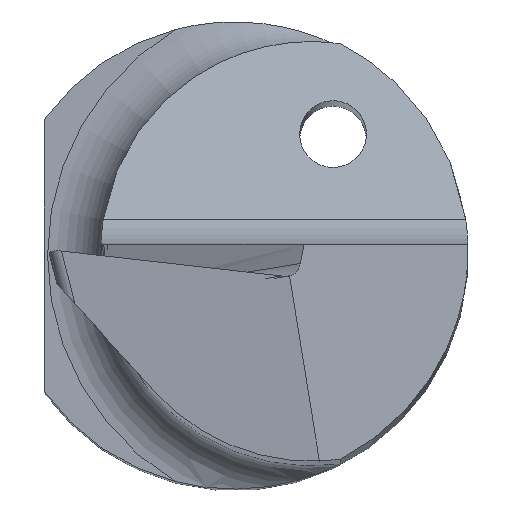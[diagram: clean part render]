
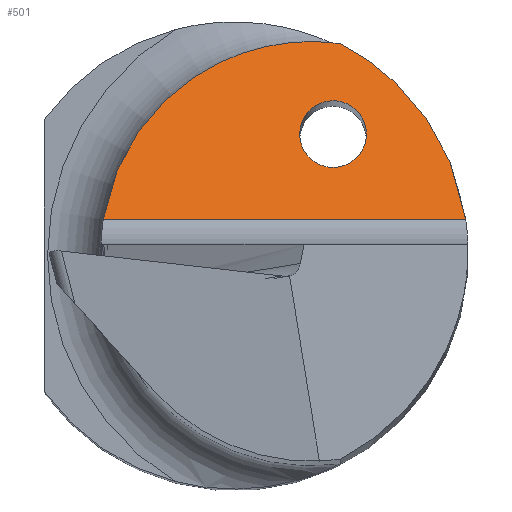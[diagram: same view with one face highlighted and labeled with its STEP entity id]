
A CAD part, top view. The second image highlights one B-rep face of the part: STEP entity #501.
In plain terms, the highlighted planar face has unit normal (0, 0.766, 0.643).
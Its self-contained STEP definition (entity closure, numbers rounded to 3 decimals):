
#19 = EDGE_CURVE ( 'NONE', #282, #282, #787, .T. ) ;
#30 = CARTESIAN_POINT ( 'NONE',  ( 1.478, 1.262, 48.213 ) ) ;
#65 = DIRECTION ( 'NONE',  ( 0., -0.766, -0.643 ) ) ;
#78 = EDGE_CURVE ( 'NONE', #463, #232, #577, .T. ) ;
#101 = DIRECTION ( 'NONE',  ( -1., 0., 0. ) ) ;
#103 = EDGE_LOOP ( 'NONE', ( #169 ) ) ;
#106 = EDGE_CURVE ( 'NONE', #463, #439, #523, .T. ) ;
#169 = ORIENTED_EDGE ( 'NONE', *, *, #19, .T. ) ;
#177 = ORIENTED_EDGE ( 'NONE', *, *, #188, .F. ) ;
#188 = EDGE_CURVE ( 'NONE', #232, #439, #738, .T. ) ;
#189 = VECTOR ( 'NONE', #101, 1000. ) ;
#192 = CARTESIAN_POINT ( 'NONE',  ( 1.587, 3.12, 45.999 ) ) ;
#196 = CARTESIAN_POINT ( 'NONE',  ( -1.689, 2.281, 46.998 ) ) ;
#209 = PLANE ( 'NONE',  #354 ) ;
#217 = CARTESIAN_POINT ( 'NONE',  ( 2.631, 2.589, 46.632 ) ) ;
#232 = VERTEX_POINT ( 'NONE', #791 ) ;
#234 = CARTESIAN_POINT ( 'NONE',  ( 0.478, 1.262, 48.213 ) ) ;
#238 = CARTESIAN_POINT ( 'NONE',  ( 1.478, 2.262, 47.021 ) ) ;
#282 = VERTEX_POINT ( 'NONE', #624 ) ;
#293 = CARTESIAN_POINT ( 'NONE',  ( 1.587, 3.12, 45.999 ) ) ;
#316 = EDGE_LOOP ( 'NONE', ( #654, #648, #177 ) ) ;
#354 = AXIS2_PLACEMENT_3D ( 'NONE', #682, #65, #814 ) ;
#376 = CARTESIAN_POINT ( 'NONE',  ( 2.478, 2.262, 47.021 ) ) ;
#408 = CARTESIAN_POINT ( 'NONE',  ( -0.223, 3.373, 45.697 ) ) ;
#426 = CARTESIAN_POINT ( 'NONE',  ( 3.468, 0.474, 49.152 ) ) ;
#439 = VERTEX_POINT ( 'NONE', #192 ) ;
#463 = VERTEX_POINT ( 'NONE', #482 ) ;
#482 = CARTESIAN_POINT ( 'NONE',  ( 3.468, 0.474, 49.152 ) ) ;
#501 = ADVANCED_FACE ( 'NONE', ( #555, #810 ), #209, .F. ) ;
#504 = CARTESIAN_POINT ( 'NONE',  ( 0.478, 2.262, 47.021 ) ) ;
#518 = CARTESIAN_POINT ( 'NONE',  ( 2.478, 1.262, 48.213 ) ) ;
#523 =( BOUNDED_CURVE ( )  B_SPLINE_CURVE ( 3, ( #426, #628, #217, #293 ),
 .UNSPECIFIED., .F., .T. ) 
 B_SPLINE_CURVE_WITH_KNOTS ( ( 4, 4 ),
 ( 4.848, 5.813 ),
 .UNSPECIFIED. ) 
 CURVE ( )  GEOMETRIC_REPRESENTATION_ITEM ( )  RATIONAL_B_SPLINE_CURVE ( ( 1., 0.924, 0.924, 1. ) ) 
 REPRESENTATION_ITEM ( '' )  );
#555 = FACE_BOUND ( 'NONE', #103, .T. ) ;
#577 = LINE ( 'NONE', #710, #189 ) ;
#603 = CARTESIAN_POINT ( 'NONE',  ( 1.587, 3.12, 45.999 ) ) ;
#610 = CARTESIAN_POINT ( 'NONE',  ( -1.964, 0.474, 49.152 ) ) ;
#624 = CARTESIAN_POINT ( 'NONE',  ( 1.478, 2.262, 47.021 ) ) ;
#628 = CARTESIAN_POINT ( 'NONE',  ( 3.309, 1.634, 47.769 ) ) ;
#648 = ORIENTED_EDGE ( 'NONE', *, *, #106, .T. ) ;
#654 = ORIENTED_EDGE ( 'NONE', *, *, #78, .F. ) ;
#682 = CARTESIAN_POINT ( 'NONE',  ( 3.5, 0.474, 49.152 ) ) ;
#710 = CARTESIAN_POINT ( 'NONE',  ( 3.5, 0.474, 49.152 ) ) ;
#738 =( BOUNDED_CURVE ( )  B_SPLINE_CURVE ( 3, ( #610, #196, #408, #603 ),
 .UNSPECIFIED., .F., .F. ) 
 B_SPLINE_CURVE_WITH_KNOTS ( ( 4, 4 ),
 ( 4.864, 6.422 ),
 .UNSPECIFIED. ) 
 CURVE ( )  GEOMETRIC_REPRESENTATION_ITEM ( )  RATIONAL_B_SPLINE_CURVE ( ( 1., 0.808, 0.808, 1. ) ) 
 REPRESENTATION_ITEM ( '' )  );
#768 = CARTESIAN_POINT ( 'NONE',  ( 1.478, 2.262, 47.021 ) ) ;
#787 =( BOUNDED_CURVE ( )  B_SPLINE_CURVE ( 3, ( #238, #376, #518, #30, #234, #504, #768 ),
 .UNSPECIFIED., .T., .F. ) 
 B_SPLINE_CURVE_WITH_KNOTS ( ( 4, 3, 4 ),
 ( 0., 3.142, 6.283 ),
 .UNSPECIFIED. ) 
 CURVE ( )  GEOMETRIC_REPRESENTATION_ITEM ( )  RATIONAL_B_SPLINE_CURVE ( ( 1., 0.333, 0.333, 1., 0.333, 0.333, 1. ) ) 
 REPRESENTATION_ITEM ( '' )  );
#791 = CARTESIAN_POINT ( 'NONE',  ( -1.964, 0.474, 49.152 ) ) ;
#810 = FACE_OUTER_BOUND ( 'NONE', #316, .T. ) ;
#814 = DIRECTION ( 'NONE',  ( 0., 0.643, -0.766 ) ) ;
